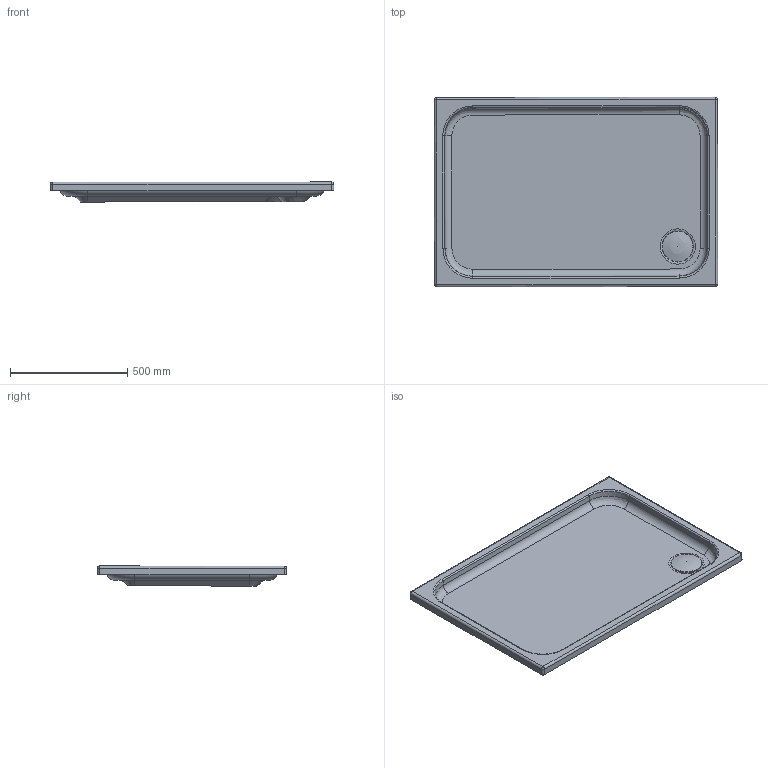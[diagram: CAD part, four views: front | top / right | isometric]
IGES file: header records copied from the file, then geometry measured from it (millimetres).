
Global section: file name: No Iges File Name specified; native system: Autodesk Inventor 2011; preprocessor: AutoDesk Inventor Iges Exporter R2011; author: Administrator; date: 20120303.111236; units: millimetre
Bounding box: 1205.88 x 806.32 x 85.14 mm (x, y, z)
Volume: 19623858 mm3; surface area: 2507950.1 mm2
Topology: 2 solids, 2 shells, 126 faces, 300 edges, 175 vertices
Faces by surface type: plane 39, revolution 27, cylinder 21, bspline 17, torus 10, cone 8, sphere 4
Full cylindrical faces by diameter (mm): 129.75 x1
